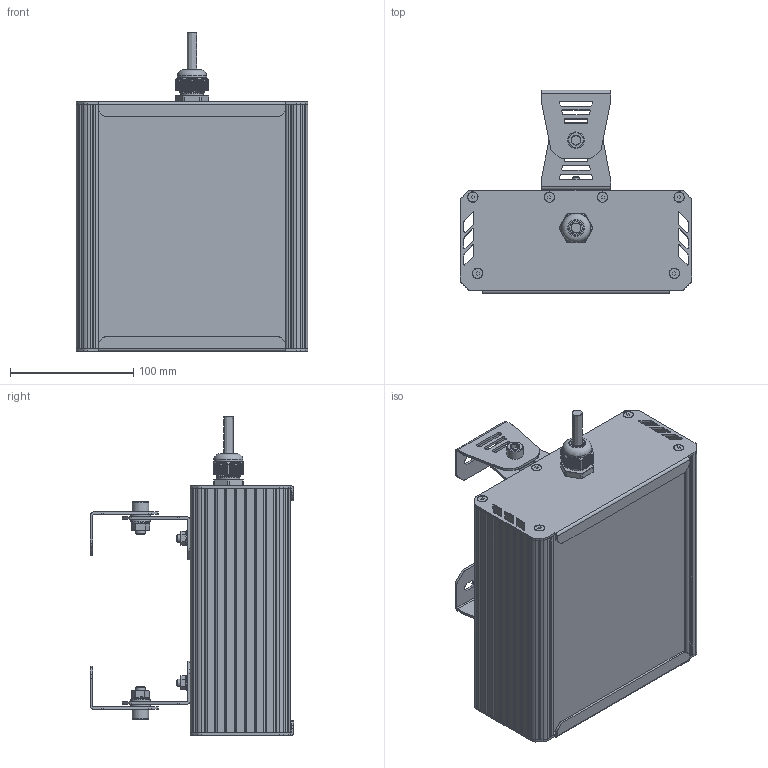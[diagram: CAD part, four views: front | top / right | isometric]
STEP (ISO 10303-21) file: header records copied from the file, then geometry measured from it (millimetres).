
FILE_DESCRIPTION(('STEP AP214'), '1');
FILE_NAME('001.0079.60.000 - ÃÑÏ-Ýêñòðà-Îïòèê-20', '', ('UNSPECIFIED'), ('UNSPECIFIED'), 'C3D Converter', 'C3D Toolkit', '');
FILE_SCHEMA(('AUTOMOTIVE_DESIGN { 1 0 10303 214 3 1 1}'));
Length unit declared in the file: millimetre
Products named in the file (33): 001.0079.60.000; 001.0065.01.000
Assembly tree (57 placements, depth 4):
  001.0079.60.000
    (unnamed)
      (unnamed)
      (unnamed)
      (unnamed)
      (unnamed)  x6
      (unnamed)  x6
      (unnamed)
      (unnamed)
      (unnamed)
      (unnamed)
        (unnamed)
      (unnamed)  x2
        (unnamed)
        (unnamed)
        (unnamed)
        (unnamed)
        (unnamed)
        (unnamed)
        (unnamed)
        (unnamed)
        (unnamed)
        (unnamed)
    001.0065.01.000  x2
      (unnamed)
      (unnamed)
      (unnamed)
      (unnamed)
      (unnamed)
      (unnamed)
      (unnamed)
      (unnamed)
      (unnamed)
Bounding box: 187.37 x 164.65 x 258 mm (x, y, z)
Volume: 704088.8 mm3; surface area: 555016.6 mm2
Topology: 106 solids, 106 shells, 2718 faces, 7267 edges, 4875 vertices
Faces by surface type: plane 1614, cylinder 868, cone 178, bspline 45, torus 11, sphere 2
Full cylindrical faces by diameter (mm): 1 x2, 2 x4, 2.5 x8, 2.8 x50, 3.2 x2, 3.5 x12, 4 x12, 6 x4, 6.375 x2, 8 x16, 8.5 x8, 9 x26, 12 x3, 12.5 x1, 13.333 x2, 16 x5, 18.5 x3, 20 x1, 23.5 x1
Entity records: 153658 total; most frequent: CARTESIAN_POINT 59932, DIRECTION 10648, ORIENTED_EDGE 10344, COLOUR_RGB 6792, PRESENTATION_STYLE_ASSIGNMENT 6792, EDGE_CURVE 5172, CURVE_STYLE 4701, PRE_DEFINED_CURVE_FONT 4701
